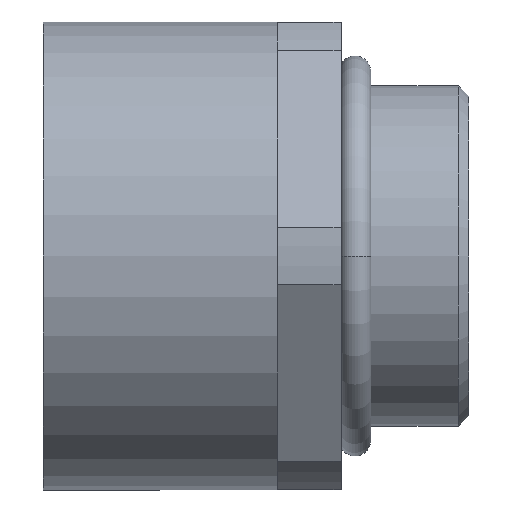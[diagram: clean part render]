
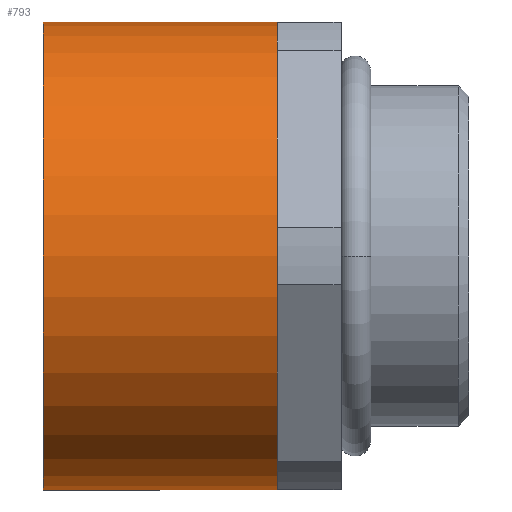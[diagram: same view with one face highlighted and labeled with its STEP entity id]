
A CAD part, left-side view. The second image highlights one B-rep face of the part: STEP entity #793.
In plain terms, the highlighted cylindrical face has radius 11 mm (diameter 22 mm), a partial arc.
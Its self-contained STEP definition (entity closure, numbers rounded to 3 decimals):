
#25 = EDGE_CURVE ( 'NONE', #1081, #1080, #756, .T. ) ;
#62 = EDGE_CURVE ( 'NONE', #671, #678, #742, .T. ) ;
#66 = EDGE_CURVE ( 'NONE', #1082, #671, #740, .T. ) ;
#79 = EDGE_CURVE ( 'NONE', #678, #1079, #736, .T. ) ;
#178 = AXIS2_PLACEMENT_3D ( 'NONE', #912, #913, #914 ) ;
#181 = CYLINDRICAL_SURFACE ( 'NONE', #178, 11. ) ;
#183 = VECTOR ( 'NONE', #902, 1000. ) ;
#185 = FACE_OUTER_BOUND ( 'NONE', #365, .T. ) ;
#187 = VECTOR ( 'NONE', #893, 1000. ) ;
#265 = CARTESIAN_POINT ( 'NONE',  ( 0., 1., 0. ) ) ;
#266 = DIRECTION ( 'NONE',  ( 0., 1., 0. ) ) ;
#267 = DIRECTION ( 'NONE',  ( 0., 0., 1. ) ) ;
#277 = CARTESIAN_POINT ( 'NONE',  ( 0., 1., 0. ) ) ;
#278 = DIRECTION ( 'NONE',  ( 0., 1., 0. ) ) ;
#279 = DIRECTION ( 'NONE',  ( 0., 0., 1. ) ) ;
#307 = CARTESIAN_POINT ( 'NONE',  ( 0., 1., 0. ) ) ;
#317 = DIRECTION ( 'NONE',  ( 0., 1., 0. ) ) ;
#318 = DIRECTION ( 'NONE',  ( 0., 0., 1. ) ) ;
#335 = CARTESIAN_POINT ( 'NONE',  ( -9.526, 1., -5.5 ) ) ;
#365 = EDGE_LOOP ( 'NONE', ( #553, #554, #555, #383, #556, #557 ) ) ;
#383 = ORIENTED_EDGE ( 'NONE', *, *, #79, .T. ) ;
#437 = CARTESIAN_POINT ( 'NONE',  ( 0., 1., 11. ) ) ;
#449 = CARTESIAN_POINT ( 'NONE',  ( 0., 12., 11. ) ) ;
#450 = CARTESIAN_POINT ( 'NONE',  ( 0., 12., -11. ) ) ;
#451 = CARTESIAN_POINT ( 'NONE',  ( 0., 1., -11. ) ) ;
#553 = ORIENTED_EDGE ( 'NONE', *, *, #786, .F. ) ;
#554 = ORIENTED_EDGE ( 'NONE', *, *, #66, .T. ) ;
#555 = ORIENTED_EDGE ( 'NONE', *, *, #62, .T. ) ;
#556 = ORIENTED_EDGE ( 'NONE', *, *, #789, .T. ) ;
#557 = ORIENTED_EDGE ( 'NONE', *, *, #25, .F. ) ;
#671 = VERTEX_POINT ( 'NONE', #335 ) ;
#678 = VERTEX_POINT ( 'NONE', #822 ) ;
#736 = CIRCLE ( 'NONE', #977, 11. ) ;
#740 = CIRCLE ( 'NONE', #997, 11. ) ;
#742 = CIRCLE ( 'NONE', #1005, 11. ) ;
#756 = CIRCLE ( 'NONE', #973, 11. ) ;
#786 = EDGE_CURVE ( 'NONE', #1082, #1081, #891, .T. ) ;
#789 = EDGE_CURVE ( 'NONE', #1079, #1080, #900, .T. ) ;
#793 = ADVANCED_FACE ( 'NONE', ( #185 ), #181, .T. ) ;
#822 = CARTESIAN_POINT ( 'NONE',  ( -9.526, 1., 5.5 ) ) ;
#891 = LINE ( 'NONE', #892, #187 ) ;
#892 = CARTESIAN_POINT ( 'NONE',  ( 0., 10.909, -11. ) ) ;
#893 = DIRECTION ( 'NONE',  ( 0., 1., 0. ) ) ;
#900 = LINE ( 'NONE', #901, #183 ) ;
#901 = CARTESIAN_POINT ( 'NONE',  ( 0., 10.909, 11. ) ) ;
#902 = DIRECTION ( 'NONE',  ( 0., 1., 0. ) ) ;
#912 = CARTESIAN_POINT ( 'NONE',  ( 0., 10.909, 0. ) ) ;
#913 = DIRECTION ( 'NONE',  ( 0., 1., 0. ) ) ;
#914 = DIRECTION ( 'NONE',  ( 0., 0., 1. ) ) ;
#973 = AXIS2_PLACEMENT_3D ( 'NONE', #1166, #1170, #1171 ) ;
#977 = AXIS2_PLACEMENT_3D ( 'NONE', #307, #317, #318 ) ;
#997 = AXIS2_PLACEMENT_3D ( 'NONE', #277, #278, #279 ) ;
#1005 = AXIS2_PLACEMENT_3D ( 'NONE', #265, #266, #267 ) ;
#1079 = VERTEX_POINT ( 'NONE', #437 ) ;
#1080 = VERTEX_POINT ( 'NONE', #449 ) ;
#1081 = VERTEX_POINT ( 'NONE', #450 ) ;
#1082 = VERTEX_POINT ( 'NONE', #451 ) ;
#1166 = CARTESIAN_POINT ( 'NONE',  ( 0., 12., 0. ) ) ;
#1170 = DIRECTION ( 'NONE',  ( 0., 1., 0. ) ) ;
#1171 = DIRECTION ( 'NONE',  ( 0., 0., 1. ) ) ;
